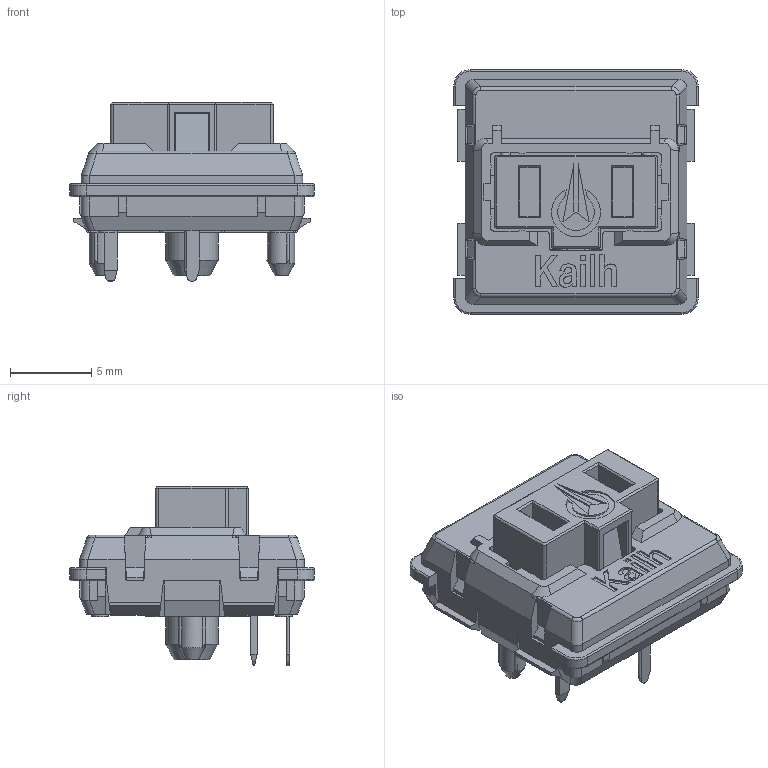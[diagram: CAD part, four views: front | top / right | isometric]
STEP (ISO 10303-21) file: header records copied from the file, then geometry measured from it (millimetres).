
FILE_DESCRIPTION(('FreeCAD Model'),'2;1');
FILE_NAME('Open CASCADE Shape Model','2023-05-24T17:24:47',(''),(''), 'Open CASCADE STEP processor 7.6','FreeCAD','Unknown');
FILE_SCHEMA(('AUTOMOTIVE_DESIGN { 1 0 10303 214 1 1 1 1 }'));
Length unit declared in the file: millimetre
Products named in the file (8): red; bottom_stabilizer002; contact002; pin005; pin006; top_stabilizer002; stabilizer002; stem_stabilizer001
Assembly tree (7 placements, depth 2):
  red
    bottom_stabilizer002
    contact002
    pin005
    pin006
    top_stabilizer002
    stabilizer002
    stem_stabilizer001
Bounding box: 15 x 15 x 11 mm (x, y, z)
Volume: 645.7 mm3; surface area: 2113.7 mm2
Topology: 7 solids, 7 shells, 966 faces, 2547 edges, 1599 vertices
Faces by surface type: plane 600, cylinder 189, extrusion 64, torus 48, bspline 32, cone 19, sphere 14
Full cylindrical faces by diameter (mm): 0.6 x3, 1 x4, 1.7 x1, 1.8 x1, 2.7 x1, 3.2 x1, 4 x1
Entity records: 30347 total; most frequent: CARTESIAN_POINT 6448, ORIENTED_EDGE 5070, DIRECTION 4639, EDGE_CURVE 2535, VECTOR 1949, LINE 1885, VERTEX_POINT 1599, AXIS2_PLACEMENT_3D 1345
